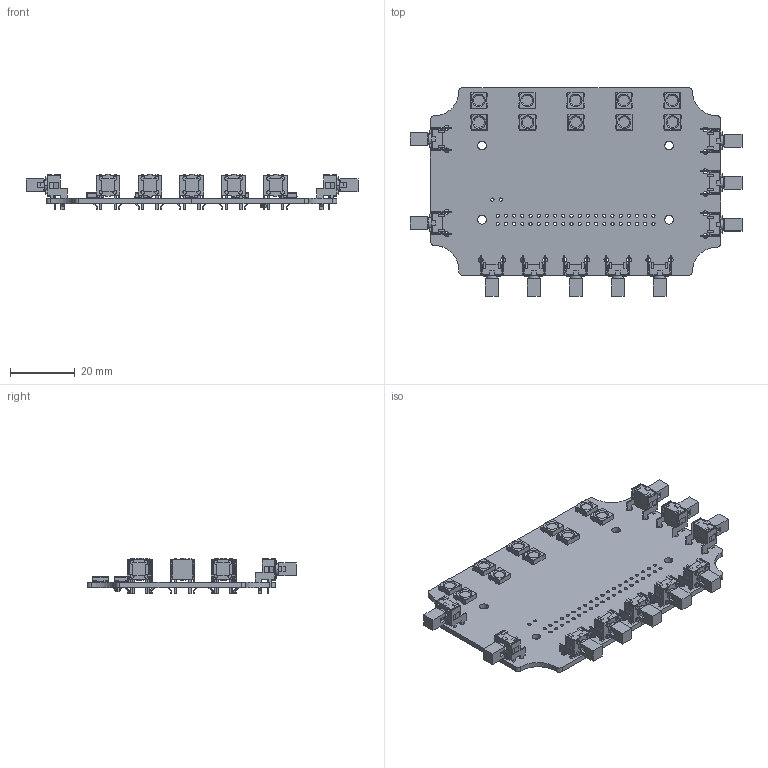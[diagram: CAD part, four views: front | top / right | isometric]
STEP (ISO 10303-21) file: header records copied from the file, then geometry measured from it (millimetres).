
FILE_DESCRIPTION(('KiCad electronic assembly'),'2;1');
FILE_NAME('RainbowPlay.step','2021-10-03T11:02:03',('An Author'),( 'A Company'),'Open CASCADE STEP processor 7.4', 'KiCad to STEP converter','Unknown');
FILE_SCHEMA(('AUTOMOTIVE_DESIGN { 1 0 10303 214 1 1 1 1 }'));
Length unit declared in the file: millimetre
Products named in the file (8): Open CASCADE STEP translator 7.4 1; B3F-3152; COMPOUND; LED_SK6812_PLCC4_5.0x5.0mm_P3.2mm; SOLID; SOT-23
Assembly tree (25 placements, depth 3):
  Open CASCADE STEP translator 7.4 1
    B3F-3152  x10
      COMPOUND
    LED_SK6812_PLCC4_5.0x5.0mm_P3.2mm  x10
      SOLID
    SOT-23
      SOLID
    COMPOUND
Bounding box: 102.95 x 64.8 x 10.9 mm (x, y, z)
Volume: 10403.9 mm3; surface area: 18073.9 mm2
Topology: 42 solids, 42 shells, 2443 faces, 6705 edges, 4396 vertices
Faces by surface type: plane 1916, cylinder 490, bspline 27, cone 10
Full cylindrical faces by diameter (mm): 1 x42, 1.016 x20, 1.5 x20, 2.7 x4, 3.333 x10
Entity records: 29384 total; most frequent: CARTESIAN_POINT 5239, DIRECTION 4319, LINE 2676, VECTOR 2676, ORIENTED_EDGE 2232, PCURVE 2232, DEFINITIONAL_REPRESENTATION 2232, EDGE_CURVE 1116
